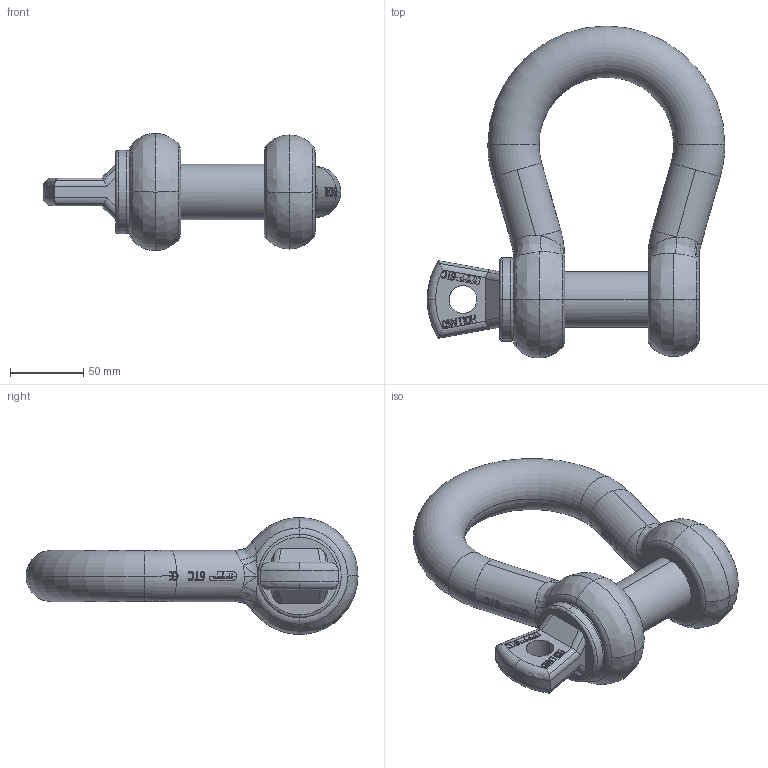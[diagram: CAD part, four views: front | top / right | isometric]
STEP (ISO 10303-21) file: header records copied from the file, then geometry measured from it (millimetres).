
FILE_DESCRIPTION(('STEP AP214'),'1');
FILE_NAME('gpghbb35.stp','2017-03-31T06:04:57',('TraceParts'),('TraceParts S.A.'),'Spatial InterOp 3D',' ',' ');
FILE_SCHEMA(('automotive_design'));
Length unit declared in the file: millimetre
Products named in the file (2): gpghbb35_1; gpghbb35_2
Bounding box: 203.5 x 227 x 80 mm (x, y, z)
Volume: 749778.8 mm3; surface area: 101337.9 mm2
Topology: 2 solids, 2 shells, 843 faces, 2750 edges, 1949 vertices
Faces by surface type: bspline 367, plane 291, cylinder 138, torus 44, cone 3
Entity records: 42946 total; most frequent: CARTESIAN_POINT 16612, ORIENTED_EDGE 5484, EDGE_CURVE 2742, VERTEX_POINT 1949, B_SPLINE_CURVE_WITH_KNOTS 1897, DIRECTION 1887, EDGE_LOOP 895, STYLED_ITEM 845
